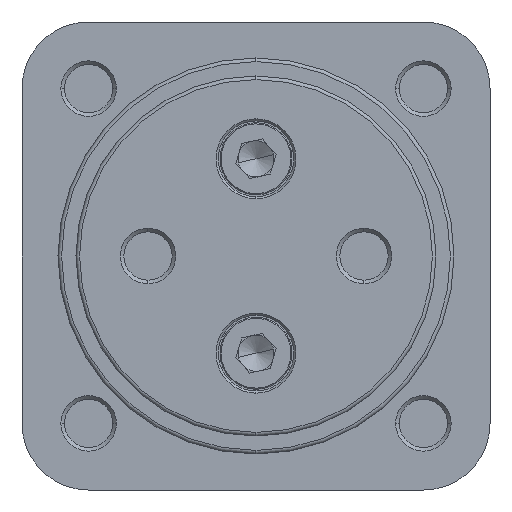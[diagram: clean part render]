
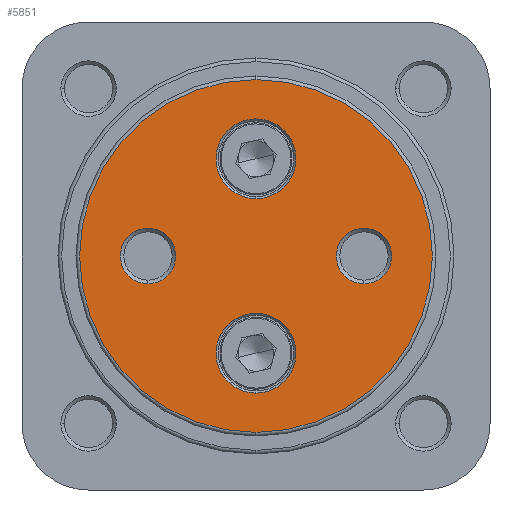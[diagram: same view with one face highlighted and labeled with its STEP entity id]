
A CAD part, left-side view. The second image highlights one B-rep face of the part: STEP entity #5851.
In plain terms, the highlighted planar face has unit normal (-1, 0, 0).
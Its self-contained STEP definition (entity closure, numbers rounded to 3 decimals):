
#35 = EDGE_CURVE ( 'NONE', #8253, #7666, #2138, .T. ) ;
#38 = EDGE_CURVE ( 'NONE', #8185, #8270, #2140, .T. ) ;
#41 = AXIS2_PLACEMENT_3D ( 'NONE', #7544, #7543, #7542 ) ;
#57 = EDGE_CURVE ( 'NONE', #3355, #8241, #2166, .T. ) ;
#147 = AXIS2_PLACEMENT_3D ( 'NONE', #7802, #7801, #7800 ) ;
#161 = EDGE_CURVE ( 'NONE', #8241, #3355, #2277, .T. ) ;
#229 = AXIS2_PLACEMENT_3D ( 'NONE', #7589, #7588, #7587 ) ;
#344 = EDGE_CURVE ( 'NONE', #1715, #7659, #2482, .T. ) ;
#459 = EDGE_CURVE ( 'NONE', #8270, #8185, #2586, .T. ) ;
#531 = EDGE_CURVE ( 'NONE', #7666, #8253, #2674, .T. ) ;
#563 = AXIS2_PLACEMENT_3D ( 'NONE', #7582, #7580, #7579 ) ;
#584 = EDGE_CURVE ( 'NONE', #8196, #1721, #2753, .T. ) ;
#590 = EDGE_CURVE ( 'NONE', #1721, #8196, #2760, .T. ) ;
#641 = EDGE_CURVE ( 'NONE', #7659, #1715, #2812, .T. ) ;
#645 = AXIS2_PLACEMENT_3D ( 'NONE', #4909, #5024, #5201 ) ;
#789 = DIRECTION ( 'NONE',  ( 0., 0., -1. ) ) ;
#790 = DIRECTION ( 'NONE',  ( 1., 0., 0. ) ) ;
#799 = CARTESIAN_POINT ( 'NONE',  ( 0., 0., 0. ) ) ;
#802 = PLANE ( 'NONE',  #6807 ) ;
#1715 = VERTEX_POINT ( 'NONE', #8130 ) ;
#1721 = VERTEX_POINT ( 'NONE', #8112 ) ;
#1946 = EDGE_LOOP ( 'NONE', ( #3256, #3257 ) ) ;
#2138 = CIRCLE ( 'NONE', #229, 5.55 ) ;
#2140 = CIRCLE ( 'NONE', #563, 5.55 ) ;
#2166 = CIRCLE ( 'NONE', #41, 24.5 ) ;
#2277 = CIRCLE ( 'NONE', #147, 24.5 ) ;
#2482 = CIRCLE ( 'NONE', #645, 3.85 ) ;
#2586 = CIRCLE ( 'NONE', #3435, 5.55 ) ;
#2674 = CIRCLE ( 'NONE', #3464, 5.55 ) ;
#2753 = CIRCLE ( 'NONE', #3472, 3.85 ) ;
#2760 = CIRCLE ( 'NONE', #3465, 3.85 ) ;
#2812 = CIRCLE ( 'NONE', #3437, 3.85 ) ;
#3252 = ORIENTED_EDGE ( 'NONE', *, *, #57, .T. ) ;
#3253 = ORIENTED_EDGE ( 'NONE', *, *, #161, .T. ) ;
#3254 = ORIENTED_EDGE ( 'NONE', *, *, #531, .T. ) ;
#3255 = ORIENTED_EDGE ( 'NONE', *, *, #35, .T. ) ;
#3256 = ORIENTED_EDGE ( 'NONE', *, *, #38, .T. ) ;
#3257 = ORIENTED_EDGE ( 'NONE', *, *, #459, .T. ) ;
#3258 = ORIENTED_EDGE ( 'NONE', *, *, #641, .T. ) ;
#3259 = ORIENTED_EDGE ( 'NONE', *, *, #344, .T. ) ;
#3260 = ORIENTED_EDGE ( 'NONE', *, *, #584, .T. ) ;
#3261 = ORIENTED_EDGE ( 'NONE', *, *, #590, .T. ) ;
#3355 = VERTEX_POINT ( 'NONE', #8075 ) ;
#3435 = AXIS2_PLACEMENT_3D ( 'NONE', #4324, #4322, #4320 ) ;
#3437 = AXIS2_PLACEMENT_3D ( 'NONE', #6650, #6633, #6631 ) ;
#3464 = AXIS2_PLACEMENT_3D ( 'NONE', #4155, #4150, #4149 ) ;
#3465 = AXIS2_PLACEMENT_3D ( 'NONE', #4026, #4024, #4023 ) ;
#3472 = AXIS2_PLACEMENT_3D ( 'NONE', #4039, #4038, #4036 ) ;
#4023 = DIRECTION ( 'NONE',  ( 0., 0., -1. ) ) ;
#4024 = DIRECTION ( 'NONE',  ( 1., 0., 0. ) ) ;
#4026 = CARTESIAN_POINT ( 'NONE',  ( 0., 15., 0. ) ) ;
#4036 = DIRECTION ( 'NONE',  ( 0., 0., -1. ) ) ;
#4038 = DIRECTION ( 'NONE',  ( 1., 0., 0. ) ) ;
#4039 = CARTESIAN_POINT ( 'NONE',  ( 0., 15., 0. ) ) ;
#4149 = DIRECTION ( 'NONE',  ( 0., 0., -1. ) ) ;
#4150 = DIRECTION ( 'NONE',  ( 1., 0., 0. ) ) ;
#4155 = CARTESIAN_POINT ( 'NONE',  ( 0., 0., -13.5 ) ) ;
#4204 = EDGE_LOOP ( 'NONE', ( #3258, #3259 ) ) ;
#4209 = EDGE_LOOP ( 'NONE', ( #3252, #3253 ) ) ;
#4222 = EDGE_LOOP ( 'NONE', ( #3254, #3255 ) ) ;
#4224 = EDGE_LOOP ( 'NONE', ( #3260, #3261 ) ) ;
#4320 = DIRECTION ( 'NONE',  ( 0., 0., -1. ) ) ;
#4322 = DIRECTION ( 'NONE',  ( 1., 0., 0. ) ) ;
#4324 = CARTESIAN_POINT ( 'NONE',  ( 0., 0., 13.5 ) ) ;
#4909 = CARTESIAN_POINT ( 'NONE',  ( 0., -15., 0. ) ) ;
#5024 = DIRECTION ( 'NONE',  ( 1., 0., 0. ) ) ;
#5201 = DIRECTION ( 'NONE',  ( 0., 0., -1. ) ) ;
#5851 = ADVANCED_FACE ( 'NONE', ( #7354, #7351, #7357, #7359, #7355 ), #802, .F. ) ;
#6199 = CARTESIAN_POINT ( 'NONE',  ( 0., -15., 3.85 ) ) ;
#6202 = CARTESIAN_POINT ( 'NONE',  ( 0., 0., -7.95 ) ) ;
#6218 = CARTESIAN_POINT ( 'NONE',  ( 0., 0., 19.05 ) ) ;
#6227 = CARTESIAN_POINT ( 'NONE',  ( 0., 15., 3.85 ) ) ;
#6272 = CARTESIAN_POINT ( 'NONE',  ( 0., 0., 24.5 ) ) ;
#6284 = CARTESIAN_POINT ( 'NONE',  ( 0., 0., -19.05 ) ) ;
#6301 = CARTESIAN_POINT ( 'NONE',  ( 0., 0., 7.95 ) ) ;
#6631 = DIRECTION ( 'NONE',  ( 0., 0., -1. ) ) ;
#6633 = DIRECTION ( 'NONE',  ( 1., 0., 0. ) ) ;
#6650 = CARTESIAN_POINT ( 'NONE',  ( 0., -15., 0. ) ) ;
#6807 = AXIS2_PLACEMENT_3D ( 'NONE', #799, #790, #789 ) ;
#7351 = FACE_BOUND ( 'NONE', #4222, .T. ) ;
#7354 = FACE_OUTER_BOUND ( 'NONE', #4209, .T. ) ;
#7355 = FACE_BOUND ( 'NONE', #4224, .T. ) ;
#7357 = FACE_BOUND ( 'NONE', #1946, .T. ) ;
#7359 = FACE_BOUND ( 'NONE', #4204, .T. ) ;
#7542 = DIRECTION ( 'NONE',  ( 0., 0., -1. ) ) ;
#7543 = DIRECTION ( 'NONE',  ( -1., 0., 0. ) ) ;
#7544 = CARTESIAN_POINT ( 'NONE',  ( 0., 0., 0. ) ) ;
#7579 = DIRECTION ( 'NONE',  ( 0., 0., -1. ) ) ;
#7580 = DIRECTION ( 'NONE',  ( 1., 0., 0. ) ) ;
#7582 = CARTESIAN_POINT ( 'NONE',  ( 0., 0., 13.5 ) ) ;
#7587 = DIRECTION ( 'NONE',  ( 0., 0., -1. ) ) ;
#7588 = DIRECTION ( 'NONE',  ( 1., 0., 0. ) ) ;
#7589 = CARTESIAN_POINT ( 'NONE',  ( 0., 0., -13.5 ) ) ;
#7659 = VERTEX_POINT ( 'NONE', #6199 ) ;
#7666 = VERTEX_POINT ( 'NONE', #6202 ) ;
#7800 = DIRECTION ( 'NONE',  ( 0., 0., -1. ) ) ;
#7801 = DIRECTION ( 'NONE',  ( -1., 0., 0. ) ) ;
#7802 = CARTESIAN_POINT ( 'NONE',  ( 0., 0., 0. ) ) ;
#8075 = CARTESIAN_POINT ( 'NONE',  ( 0., 0., -24.5 ) ) ;
#8112 = CARTESIAN_POINT ( 'NONE',  ( 0., 15., -3.85 ) ) ;
#8130 = CARTESIAN_POINT ( 'NONE',  ( 0., -15., -3.85 ) ) ;
#8185 = VERTEX_POINT ( 'NONE', #6218 ) ;
#8196 = VERTEX_POINT ( 'NONE', #6227 ) ;
#8241 = VERTEX_POINT ( 'NONE', #6272 ) ;
#8253 = VERTEX_POINT ( 'NONE', #6284 ) ;
#8270 = VERTEX_POINT ( 'NONE', #6301 ) ;
